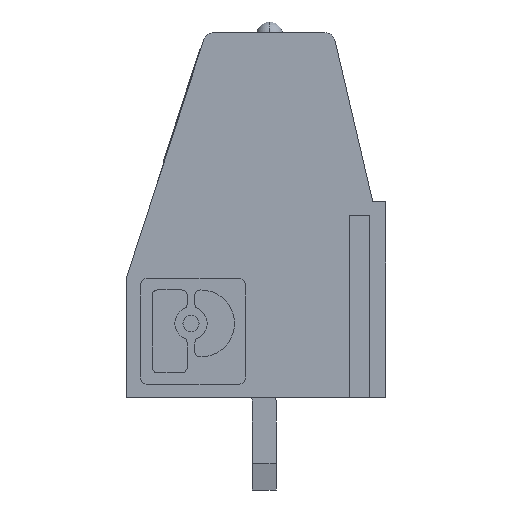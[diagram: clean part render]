
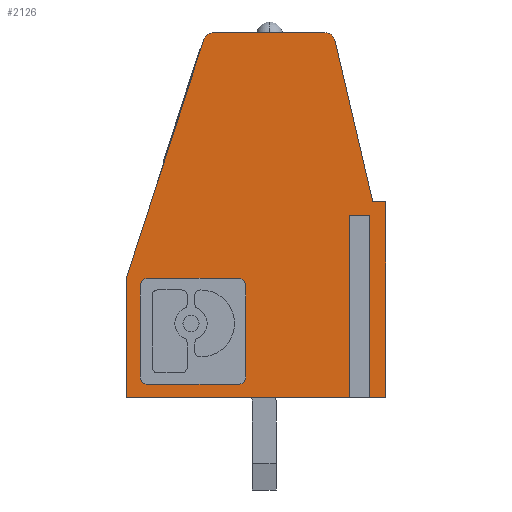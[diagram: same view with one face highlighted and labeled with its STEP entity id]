
A CAD part, left-side view. The second image highlights one B-rep face of the part: STEP entity #2126.
In plain terms, the highlighted planar face has unit normal (-1, 0, 0).
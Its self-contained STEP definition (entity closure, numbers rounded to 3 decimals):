
#2126=ADVANCED_FACE('',(#4227,#4228),#4229,.F.);
#4227=FACE_OUTER_BOUND('',#6349,.T.);
#4228=FACE_BOUND('',#6350,.T.);
#4229=PLANE('',#6351);
#6349=EDGE_LOOP('',(#12729,#12730,#12731,#12732,#12733,#12734,#12735,#12736,#12737,#12738,#12739,#12740,#12741));
#6350=EDGE_LOOP('',(#12742,#12743,#12744,#12745,#12746,#12747,#12748,#12749));
#6351=AXIS2_PLACEMENT_3D('',#12750,#12751,#12752);
#12729=ORIENTED_EDGE('',*,*,#15490,.F.);
#12730=ORIENTED_EDGE('',*,*,#15511,.F.);
#12731=ORIENTED_EDGE('',*,*,#15569,.F.);
#12732=ORIENTED_EDGE('',*,*,#15499,.F.);
#12733=ORIENTED_EDGE('',*,*,#15583,.F.);
#12734=ORIENTED_EDGE('',*,*,#15584,.F.);
#12735=ORIENTED_EDGE('',*,*,#15494,.F.);
#12736=ORIENTED_EDGE('',*,*,#15585,.F.);
#12737=ORIENTED_EDGE('',*,*,#15545,.T.);
#12738=ORIENTED_EDGE('',*,*,#15355,.T.);
#12739=ORIENTED_EDGE('',*,*,#15517,.F.);
#12740=ORIENTED_EDGE('',*,*,#15586,.F.);
#12741=ORIENTED_EDGE('',*,*,#15551,.T.);
#12742=ORIENTED_EDGE('',*,*,#15587,.F.);
#12743=ORIENTED_EDGE('',*,*,#15588,.T.);
#12744=ORIENTED_EDGE('',*,*,#15589,.F.);
#12745=ORIENTED_EDGE('',*,*,#15590,.T.);
#12746=ORIENTED_EDGE('',*,*,#15591,.F.);
#12747=ORIENTED_EDGE('',*,*,#15592,.T.);
#12748=ORIENTED_EDGE('',*,*,#15593,.F.);
#12749=ORIENTED_EDGE('',*,*,#15594,.T.);
#12750=CARTESIAN_POINT('',(0.,63.53,-39.429));
#12751=DIRECTION('',(1.0,0.0,-0.0));
#12752=DIRECTION('',(0.0,0.0,1.0));
#15355=EDGE_CURVE('',#18937,#18935,#18938,.T.);
#15490=EDGE_CURVE('',#19134,#19136,#19137,.T.);
#15494=EDGE_CURVE('',#19140,#19142,#19143,.T.);
#15499=EDGE_CURVE('',#19148,#19146,#19150,.T.);
#15511=EDGE_CURVE('',#19167,#19134,#19169,.T.);
#15517=EDGE_CURVE('',#19177,#18935,#19179,.T.);
#15545=EDGE_CURVE('',#19220,#18937,#19221,.T.);
#15551=EDGE_CURVE('',#19228,#19136,#19229,.T.);
#15569=EDGE_CURVE('',#19146,#19167,#19250,.T.);
#15583=EDGE_CURVE('',#19267,#19148,#19268,.T.);
#15584=EDGE_CURVE('',#19142,#19267,#19269,.T.);
#15585=EDGE_CURVE('',#19220,#19140,#19270,.T.);
#15586=EDGE_CURVE('',#19228,#19177,#19271,.T.);
#15587=EDGE_CURVE('',#19272,#19273,#19274,.T.);
#15588=EDGE_CURVE('',#19272,#19275,#19276,.T.);
#15589=EDGE_CURVE('',#19277,#19275,#19278,.T.);
#15590=EDGE_CURVE('',#19277,#19279,#19280,.T.);
#15591=EDGE_CURVE('',#19281,#19279,#19282,.T.);
#15592=EDGE_CURVE('',#19281,#19283,#19284,.T.);
#15593=EDGE_CURVE('',#19285,#19283,#19286,.T.);
#15594=EDGE_CURVE('',#19285,#19273,#19287,.T.);
#18935=VERTEX_POINT('',#24665);
#18937=VERTEX_POINT('',#24668);
#18938=LINE('',#24669,#24670);
#19134=VERTEX_POINT('',#24954);
#19136=VERTEX_POINT('',#24957);
#19137=LINE('',#24958,#24959);
#19140=VERTEX_POINT('',#24963);
#19142=VERTEX_POINT('',#24966);
#19143=LINE('',#24967,#24968);
#19146=VERTEX_POINT('',#24972);
#19148=VERTEX_POINT('',#24975);
#19150=LINE('',#24978,#24979);
#19167=VERTEX_POINT('',#25003);
#19169=LINE('',#25006,#25007);
#19177=VERTEX_POINT('',#25019);
#19179=LINE('',#25022,#25023);
#19220=VERTEX_POINT('',#25085);
#19221=LINE('',#25086,#25087);
#19228=VERTEX_POINT('',#25098);
#19229=LINE('',#25099,#25100);
#19250=LINE('',#25131,#25132);
#19267=VERTEX_POINT('',#25157);
#19268=LINE('',#25158,#25159);
#19269=CIRCLE('',#25160,0.4);
#19270=CIRCLE('',#25161,0.4);
#19271=LINE('',#25162,#25163);
#19272=VERTEX_POINT('',#25164);
#19273=VERTEX_POINT('',#25165);
#19274=CIRCLE('',#25166,0.281);
#19275=VERTEX_POINT('',#25167);
#19276=LINE('',#25168,#25169);
#19277=VERTEX_POINT('',#25170);
#19278=CIRCLE('',#25171,0.281);
#19279=VERTEX_POINT('',#25172);
#19280=LINE('',#25173,#25174);
#19281=VERTEX_POINT('',#25175);
#19282=CIRCLE('',#25176,0.281);
#19283=VERTEX_POINT('',#25177);
#19284=LINE('',#25178,#25179);
#19285=VERTEX_POINT('',#25180);
#19286=CIRCLE('',#25181,0.281);
#19287=LINE('',#25182,#25183);
#24665=CARTESIAN_POINT('',(0.,9.8,0.0));
#24668=CARTESIAN_POINT('',(0.,9.8,4.567));
#24669=CARTESIAN_POINT('',(0.,9.8,-39.429));
#24670=VECTOR('',#27270,1.0);
#24954=CARTESIAN_POINT('',(0.,0.793,0.0));
#24957=CARTESIAN_POINT('',(0.,0.793,6.9));
#24958=CARTESIAN_POINT('',(0.,0.793,-39.429));
#24959=VECTOR('',#27390,1.0);
#24963=CARTESIAN_POINT('',(0.,6.509,13.8));
#24966=CARTESIAN_POINT('',(0.,2.317,13.8));
#24967=CARTESIAN_POINT('',(0.,2.4,13.8));
#24968=VECTOR('',#27393,1.0);
#24972=CARTESIAN_POINT('',(0.,0.0,7.4));
#24975=CARTESIAN_POINT('',(0.,0.5,7.4));
#24978=CARTESIAN_POINT('',(0.,0.5,7.4));
#24979=VECTOR('',#27397,1.0);
#25003=CARTESIAN_POINT('',(0.,0.0,0.0));
#25006=CARTESIAN_POINT('',(0.,9.1,0.0));
#25007=VECTOR('',#27406,1.0);
#25019=CARTESIAN_POINT('',(0.,1.207,0.0));
#25022=CARTESIAN_POINT('',(0.,9.1,0.0));
#25023=VECTOR('',#27412,1.0);
#25085=CARTESIAN_POINT('',(0.,6.89,13.524));
#25086=CARTESIAN_POINT('',(0.,6.89,13.524));
#25087=VECTOR('',#27437,1.0);
#25098=CARTESIAN_POINT('',(0.,1.207,6.9));
#25099=CARTESIAN_POINT('',(0.,63.53,6.9));
#25100=VECTOR('',#27442,1.0);
#25131=CARTESIAN_POINT('',(0.,0.0,1.6));
#25132=VECTOR('',#27456,1.0);
#25157=CARTESIAN_POINT('',(0.,1.928,13.491));
#25158=CARTESIAN_POINT('',(0.,1.928,13.491));
#25159=VECTOR('',#27465,1.0);
#25160=AXIS2_PLACEMENT_3D('',#27466,#27467,#27468);
#25161=AXIS2_PLACEMENT_3D('',#27469,#27470,#27471);
#25162=CARTESIAN_POINT('',(0.,1.207,-39.429));
#25163=VECTOR('',#27472,1.0);
#25164=CARTESIAN_POINT('',(0.,9.3,0.781));
#25165=CARTESIAN_POINT('',(0.,9.019,0.5));
#25166=AXIS2_PLACEMENT_3D('',#27473,#27474,#27475);
#25167=CARTESIAN_POINT('',(0.,9.3,4.219));
#25168=CARTESIAN_POINT('',(0.,9.3,5.046));
#25169=VECTOR('',#27476,1.0);
#25170=CARTESIAN_POINT('',(0.,9.019,4.5));
#25171=AXIS2_PLACEMENT_3D('',#27477,#27478,#27479);
#25172=CARTESIAN_POINT('',(0.,5.581,4.5));
#25173=CARTESIAN_POINT('',(0.,4.89,4.5));
#25174=VECTOR('',#27480,1.0);
#25175=CARTESIAN_POINT('',(0.,5.3,4.219));
#25176=AXIS2_PLACEMENT_3D('',#27481,#27482,#27483);
#25177=CARTESIAN_POINT('',(0.,5.3,0.781));
#25178=CARTESIAN_POINT('',(0.,5.3,5.046));
#25179=VECTOR('',#27484,1.0);
#25180=CARTESIAN_POINT('',(0.,5.581,0.5));
#25181=AXIS2_PLACEMENT_3D('',#27485,#27486,#27487);
#25182=CARTESIAN_POINT('',(0.,4.89,0.5));
#25183=VECTOR('',#27488,1.0);
#27270=DIRECTION('',(0.0,0.0,-1.0));
#27390=DIRECTION('',(0.0,0.0,1.0));
#27393=DIRECTION('',(0.0,-1.0,0.0));
#27397=DIRECTION('',(0.0,-1.0,0.0));
#27406=DIRECTION('',(0.0,1.0,0.0));
#27412=DIRECTION('',(0.0,1.0,0.0));
#27437=DIRECTION('',(0.0,0.309,-0.951));
#27442=DIRECTION('',(0.0,-1.0,0.0));
#27456=DIRECTION('',(0.0,0.0,-1.0));
#27465=DIRECTION('',(0.0,-0.228,-0.974));
#27466=CARTESIAN_POINT('',(0.,2.317,13.4));
#27467=DIRECTION('',(1.0,0.0,0.0));
#27468=DIRECTION('',(0.0,1.0,0.0));
#27469=CARTESIAN_POINT('',(0.,6.509,13.4));
#27470=DIRECTION('',(1.0,0.0,0.0));
#27471=DIRECTION('',(0.0,1.0,0.0));
#27472=DIRECTION('',(0.0,0.0,-1.0));
#27473=CARTESIAN_POINT('',(0.,9.019,0.781));
#27474=DIRECTION('',(-1.0,0.0,0.0));
#27475=DIRECTION('',(0.0,1.0,0.));
#27476=DIRECTION('',(0.0,0.,1.0));
#27477=CARTESIAN_POINT('',(0.,9.019,4.219));
#27478=DIRECTION('',(-1.0,0.0,0.0));
#27479=DIRECTION('',(0.0,0.,1.0));
#27480=DIRECTION('',(0.0,-1.0,0.));
#27481=CARTESIAN_POINT('',(0.,5.581,4.219));
#27482=DIRECTION('',(-1.0,0.0,0.0));
#27483=DIRECTION('',(0.0,-1.0,0.));
#27484=DIRECTION('',(0.0,0.,-1.0));
#27485=CARTESIAN_POINT('',(0.,5.581,0.781));
#27486=DIRECTION('',(-1.0,-0.0,0.0));
#27487=DIRECTION('',(0.0,0.,-1.0));
#27488=DIRECTION('',(0.0,1.0,0.));
